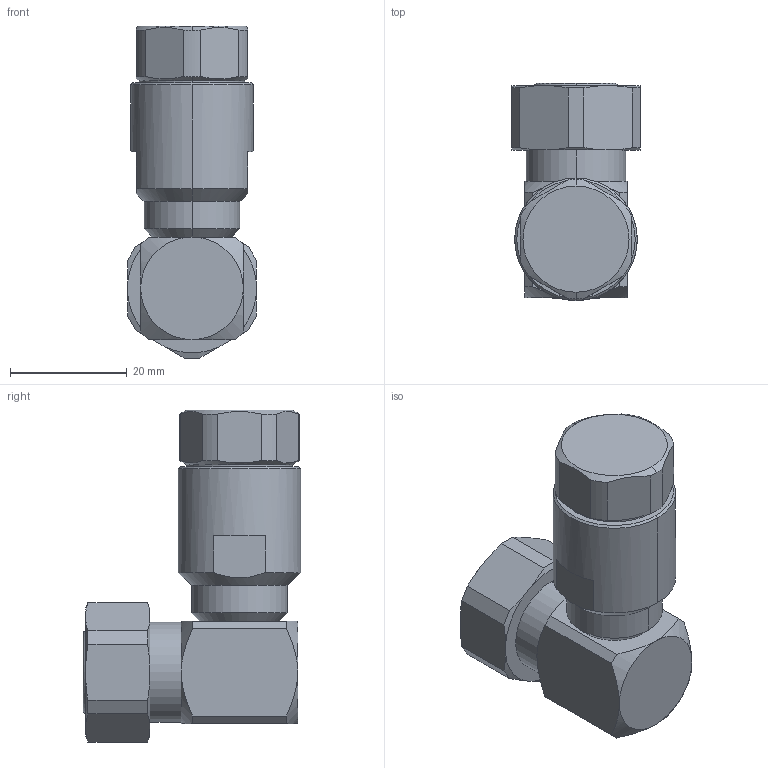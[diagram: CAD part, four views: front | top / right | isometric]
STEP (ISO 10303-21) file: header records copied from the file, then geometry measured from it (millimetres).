
FILE_DESCRIPTION((''),'2;1');
FILE_NAME('PRT0001','2021-08-26T',('Administrator'),(''),'PRO/ENGINEER BY PARAMETRIC TECHNOLOGY CORPORATION, 2012090','PRO/ENGINEER BY PARAMETRIC TECHNOLOGY CORPORATION, 2012090','');
FILE_SCHEMA(('CONFIG_CONTROL_DESIGN'));
Length unit declared in the file: millimetre
Products named in the file (1): PRT0001
Bounding box: 22 x 37.2 x 56.8 mm (x, y, z)
Volume: 21216.1 mm3; surface area: 7327.3 mm2
Topology: 1 solids, 1 shells, 138 faces, 331 edges, 208 vertices
Faces by surface type: plane 47, cylinder 41, cone 40, torus 6, bspline 4
Entity records: 5354 total; most frequent: CARTESIAN_POINT 2211, ORIENTED_EDGE 662, DIRECTION 621, EDGE_CURVE 331, AXIS2_PLACEMENT_3D 255, VERTEX_POINT 208, EDGE_LOOP 151, FACE_OUTER_BOUND 138
